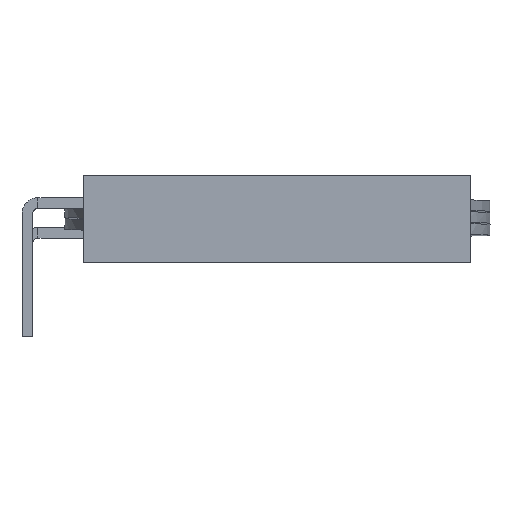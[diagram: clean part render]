
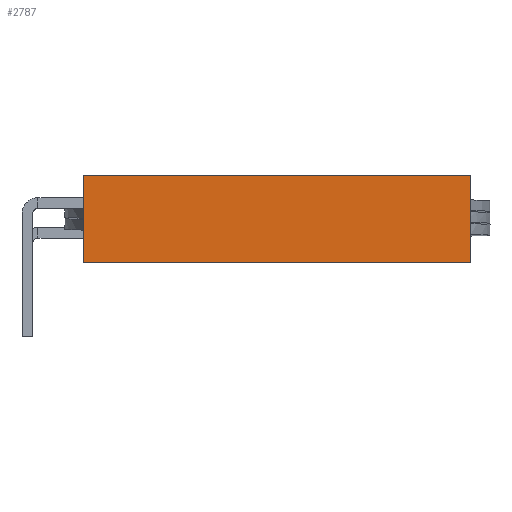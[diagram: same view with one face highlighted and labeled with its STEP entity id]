
A CAD part, front view. The second image highlights one B-rep face of the part: STEP entity #2787.
In plain terms, the highlighted face is planar.
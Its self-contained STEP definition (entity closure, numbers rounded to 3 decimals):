
#77=LINE('',#3462,#305);
#78=LINE('',#3465,#306);
#79=LINE('',#3467,#307);
#80=LINE('',#3469,#308);
#305=VECTOR('',#3011,1000.);
#306=VECTOR('',#3012,1000.);
#307=VECTOR('',#3013,1000.);
#308=VECTOR('',#3014,1000.);
#534=ORIENTED_EDGE('',*,*,#1136,.F.);
#535=ORIENTED_EDGE('',*,*,#1137,.F.);
#536=ORIENTED_EDGE('',*,*,#1138,.F.);
#537=ORIENTED_EDGE('',*,*,#1139,.T.);
#1136=EDGE_CURVE('',#1437,#1438,#77,.T.);
#1137=EDGE_CURVE('',#1439,#1437,#78,.T.);
#1138=EDGE_CURVE('',#1440,#1439,#79,.T.);
#1139=EDGE_CURVE('',#1440,#1438,#80,.T.);
#1437=VERTEX_POINT('',#3463);
#1438=VERTEX_POINT('',#3464);
#1439=VERTEX_POINT('',#3466);
#1440=VERTEX_POINT('',#3468);
#1692=EDGE_LOOP('',(#534,#535,#536,#537));
#1817=FACE_BOUND('',#1692,.T.);
#1942=PLANE('',#2905);
#2787=ADVANCED_FACE('',(#1817),#1942,.T.);
#2905=AXIS2_PLACEMENT_3D('',#3461,#3009,#3010);
#3009=DIRECTION('',(1.,0.,0.));
#3010=DIRECTION('',(0.,1.,0.));
#3011=DIRECTION('',(0.,-1.,0.));
#3012=DIRECTION('',(0.,0.,-1.));
#3013=DIRECTION('',(0.,1.,0.));
#3014=DIRECTION('',(0.,0.,-1.));
#3461=CARTESIAN_POINT('',(12.6,9.1,3.1));
#3462=CARTESIAN_POINT('',(12.6,9.1,0.));
#3463=CARTESIAN_POINT('',(12.6,9.1,0.));
#3464=CARTESIAN_POINT('',(12.6,-9.1,0.));
#3465=CARTESIAN_POINT('',(12.6,9.1,3.1));
#3466=CARTESIAN_POINT('',(12.6,9.1,4.1));
#3467=CARTESIAN_POINT('',(12.6,-9.1,4.1));
#3468=CARTESIAN_POINT('',(12.6,-9.1,4.1));
#3469=CARTESIAN_POINT('',(12.6,-9.1,3.1));
